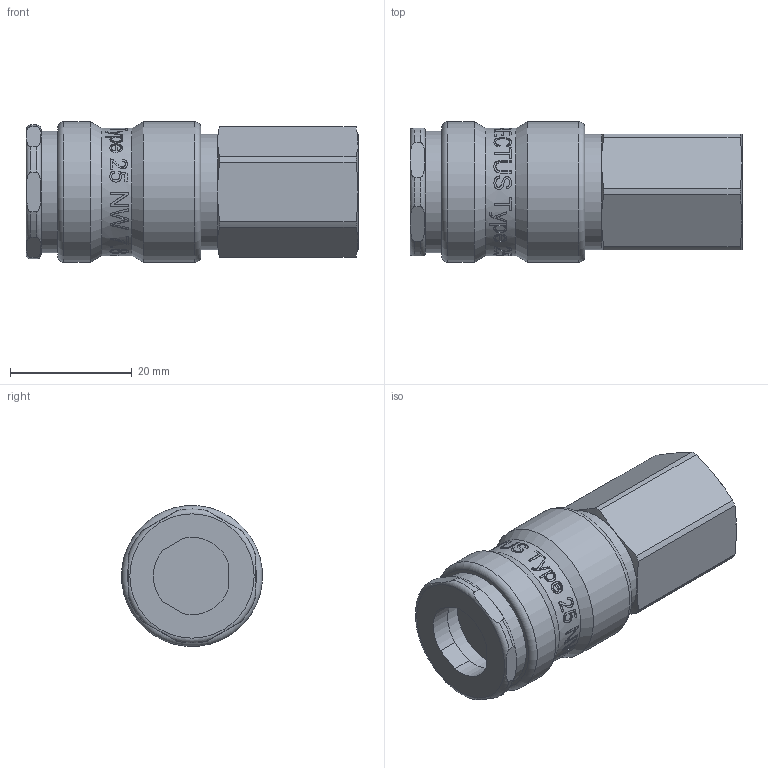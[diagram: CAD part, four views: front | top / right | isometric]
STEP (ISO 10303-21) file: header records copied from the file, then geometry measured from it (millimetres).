
FILE_DESCRIPTION(/* description */ (''),/* implementation_level */ '2;1');
FILE_NAME(/* name */ '25kbiw17bpn3.stp',/* time_stamp */ '2020-08-19T15:00:20+02:00',/* author */ ('IA176480'),/* organization */ (''),/* preprocessor_version */ 'ST-DEVELOPER v17.2',/* originating_system */ 'Autodesk Inventor 2019',/* authorisation */ '');
FILE_SCHEMA (('CONFIG_CONTROL_DESIGN'));
Products named in the file (1): 25KBIW17BPN3
Bounding box: 54.5 x 23.07 x 23.07 mm (x, y, z)
Volume: 15483.5 mm3; surface area: 8188.1 mm2
Topology: 2 solids, 2 shells, 505 faces, 1378 edges, 922 vertices
Faces by surface type: bspline 223, plane 196, cylinder 67, cone 14, torus 5
Full cylindrical faces by diameter (mm): 14 x1, 14.95 x1, 16.353 x1, 17.25 x1, 18.95 x1, 19.35 x1, 20 x1, 20.05 x1, 21 x1, 23.15 x2
Entity records: 70883 total; most frequent: CARTESIAN_POINT 59280, ORIENTED_EDGE 2756, DIRECTION 1498, EDGE_CURVE 1378, VERTEX_POINT 922, B_SPLINE_CURVE_WITH_KNOTS 624, EDGE_LOOP 552, LINE 526
